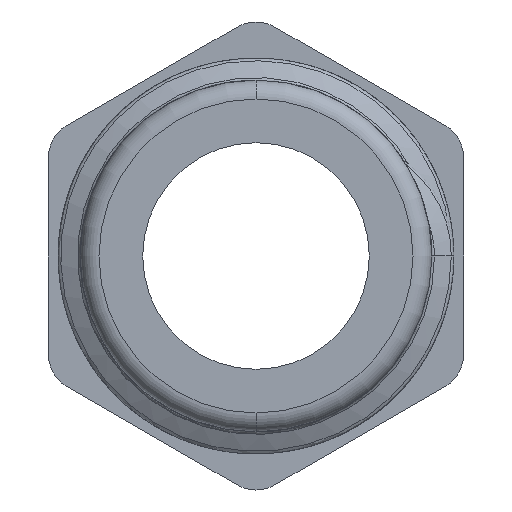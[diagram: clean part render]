
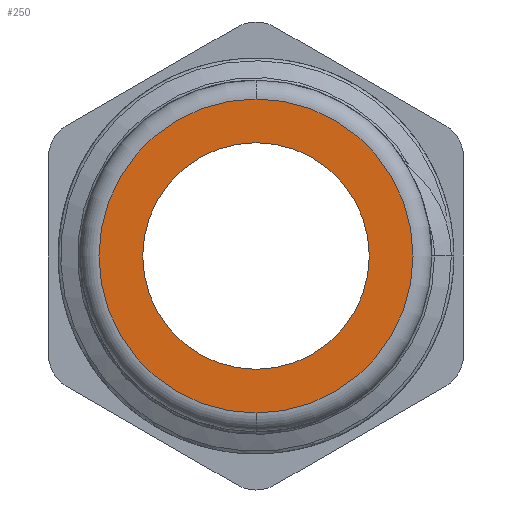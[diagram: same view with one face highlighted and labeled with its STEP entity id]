
A CAD part, left-side view. The second image highlights one B-rep face of the part: STEP entity #250.
In plain terms, the highlighted planar face has unit normal (-1, 0, 0).
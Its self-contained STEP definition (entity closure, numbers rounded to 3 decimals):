
#13 = EDGE_CURVE ( 'NONE', #11501, #11500, #1808, .T. ) ;
#14 = EDGE_CURVE ( 'NONE', #11619, #11945, #1818, .T. ) ;
#250 = ADVANCED_FACE ( 'NONE', ( #10516, #10517 ), #10521, .F. ) ;
#275 = EDGE_CURVE ( 'NONE', #11500, #11501, #3881, .T. ) ;
#299 = EDGE_CURVE ( 'NONE', #11945, #11619, #6802, .T. ) ;
#1808 = CIRCLE ( 'NONE', #1811, 6. ) ;
#1809 = AXIS2_PLACEMENT_3D ( 'NONE', #5343, #5417, #5426 ) ;
#1811 = AXIS2_PLACEMENT_3D ( 'NONE', #5341, #5398, #5397 ) ;
#1818 = CIRCLE ( 'NONE', #1809, 8.316 ) ;
#3854 = AXIS2_PLACEMENT_3D ( 'NONE', #10515, #10522, #10523 ) ;
#3878 = AXIS2_PLACEMENT_3D ( 'NONE', #10635, #10636, #10637 ) ;
#3881 = CIRCLE ( 'NONE', #3878, 6. ) ;
#5341 = CARTESIAN_POINT ( 'NONE',  ( 0., 0., 0. ) ) ;
#5343 = CARTESIAN_POINT ( 'NONE',  ( 0., 0., 0. ) ) ;
#5397 = DIRECTION ( 'NONE',  ( 0., 0., 1. ) ) ;
#5398 = DIRECTION ( 'NONE',  ( -1., 0., 0. ) ) ;
#5417 = DIRECTION ( 'NONE',  ( -1., 0., 0. ) ) ;
#5426 = DIRECTION ( 'NONE',  ( 0., 0., -1. ) ) ;
#6793 = AXIS2_PLACEMENT_3D ( 'NONE', #10740, #10741, #10742 ) ;
#6802 = CIRCLE ( 'NONE', #6793, 8.316 ) ;
#10515 = CARTESIAN_POINT ( 'NONE',  ( 0., 0., -6. ) ) ;
#10516 = FACE_OUTER_BOUND ( 'NONE', #11528, .T. ) ;
#10517 = FACE_BOUND ( 'NONE', #11530, .T. ) ;
#10521 = PLANE ( 'NONE',  #3854 ) ;
#10522 = DIRECTION ( 'NONE',  ( 1., 0., 0. ) ) ;
#10523 = DIRECTION ( 'NONE',  ( 0., 0., -1. ) ) ;
#10635 = CARTESIAN_POINT ( 'NONE',  ( 0., 0., 0. ) ) ;
#10636 = DIRECTION ( 'NONE',  ( -1., 0., 0. ) ) ;
#10637 = DIRECTION ( 'NONE',  ( 0., 0., 1. ) ) ;
#10740 = CARTESIAN_POINT ( 'NONE',  ( 0., 0., 0. ) ) ;
#10741 = DIRECTION ( 'NONE',  ( -1., 0., 0. ) ) ;
#10742 = DIRECTION ( 'NONE',  ( 0., 0., -1. ) ) ;
#11127 = CARTESIAN_POINT ( 'NONE',  ( 0., 0., -6. ) ) ;
#11128 = CARTESIAN_POINT ( 'NONE',  ( 0., 0., 6. ) ) ;
#11139 = CARTESIAN_POINT ( 'NONE',  ( 0., 0., -8.316 ) ) ;
#11232 = CARTESIAN_POINT ( 'NONE',  ( 0., 0., 8.316 ) ) ;
#11500 = VERTEX_POINT ( 'NONE', #11127 ) ;
#11501 = VERTEX_POINT ( 'NONE', #11128 ) ;
#11528 = EDGE_LOOP ( 'NONE', ( #11691, #11690 ) ) ;
#11530 = EDGE_LOOP ( 'NONE', ( #11688, #11687 ) ) ;
#11619 = VERTEX_POINT ( 'NONE', #11139 ) ;
#11687 = ORIENTED_EDGE ( 'NONE', *, *, #275, .F. ) ;
#11688 = ORIENTED_EDGE ( 'NONE', *, *, #13, .F. ) ;
#11690 = ORIENTED_EDGE ( 'NONE', *, *, #299, .T. ) ;
#11691 = ORIENTED_EDGE ( 'NONE', *, *, #14, .T. ) ;
#11945 = VERTEX_POINT ( 'NONE', #11232 ) ;
